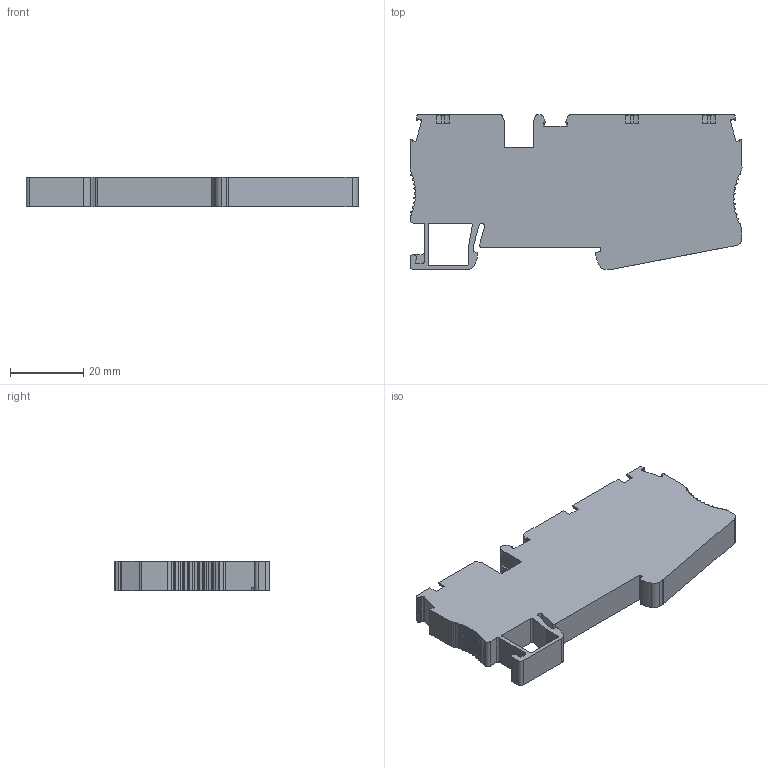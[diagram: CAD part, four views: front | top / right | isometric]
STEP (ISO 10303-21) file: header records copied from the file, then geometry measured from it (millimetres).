
FILE_DESCRIPTION( ('This file contains a STEP AP42 implementation' ,'as created by ZW3D STEP Interface translator.') ,'2;1' );
FILE_NAME( 'RNS 6-TWIN_錨璃50.stp' ,'24 725. 834 0', (''), ('ZWCAD Software Co.'), 'Version 1.0', 'ZW3D to STEP translator', '' );
FILE_SCHEMA(('AUTOMOTIVE_DESIGN { 1 0 10303 214 1 1 1 1 }'));
Length unit declared in the file: millimetre
Products named in the file (2): 0; RNS 6-TWIN_錨璃50
Bounding box: 90.5 x 42.2 x 8.15 mm (x, y, z)
Volume: 24968.1 mm3; surface area: 9754.9 mm2
Topology: 1 solids, 1 shells, 3529 faces, 10184 edges, 6731 vertices
Faces by surface type: plane 3343, cylinder 117, bspline 63, cone 6
Entity records: 124402 total; most frequent: CARTESIAN_POINT 40158, ORIENTED_EDGE 20368, DIRECTION 11324, EDGE_CURVE 10184, VERTEX_POINT 6731, B_SPLINE_CURVE_WITH_KNOTS 6036, VECTOR 3906, LINE 3906
